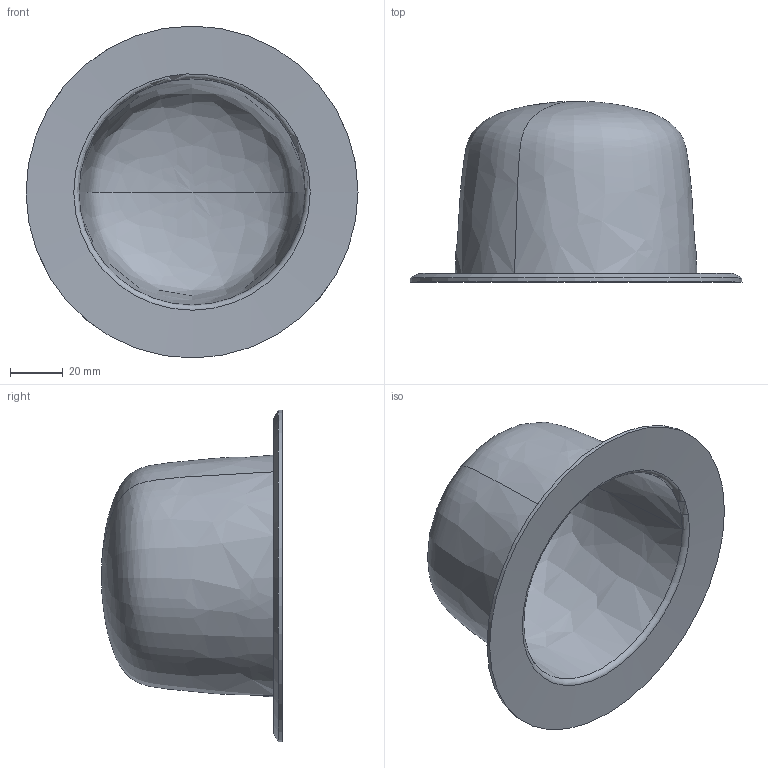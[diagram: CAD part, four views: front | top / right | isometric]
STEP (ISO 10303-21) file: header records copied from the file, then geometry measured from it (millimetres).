
FILE_DESCRIPTION(/* description */ ('','CAx-IF Rec.Pracs.---Representation and Presentation of Product Manufacturing Information (PMI)---3.8---2014-02-18'),/* implementation_level */ '2;1');
FILE_NAME(/* name */ 'Vessel-21-3-2018.stp',/* time_stamp */ '2018-09-21T11:03:58+02:00',/* author */ ('Rouhana'),/* organization */ (''),/* preprocessor_version */ 'ST-DEVELOPER v16.13',/* originating_system */ 'Autodesk Inventor 2018',/* authorisation */ '');
FILE_SCHEMA (('AP242_MANAGED_MODEL_BASED_3D_ENGINEERING_MIM_LF { 1 0 10303 442 1 1 4 }'));
Length unit declared in the file: millimetre
Products named in the file (1): Vessel-21-3-2018
Bounding box: 126 x 68.47 x 126 mm (x, y, z)
Volume: 70331.5 mm3; surface area: 53231.9 mm2
Topology: 1 solids, 1 shells, 13 faces, 31 edges, 18 vertices
Faces by surface type: cone 5, bspline 4, torus 3, plane 1
Entity records: 897 total; most frequent: CARTESIAN_POINT 536, DIRECTION 80, AXIS2_PLACEMENT_3D 44, ORIENTED_EDGE 34, EDGE_LOOP 21, EDGE_CURVE 17, VERTEX_POINT 14, FACE_OUTER_BOUND 13
